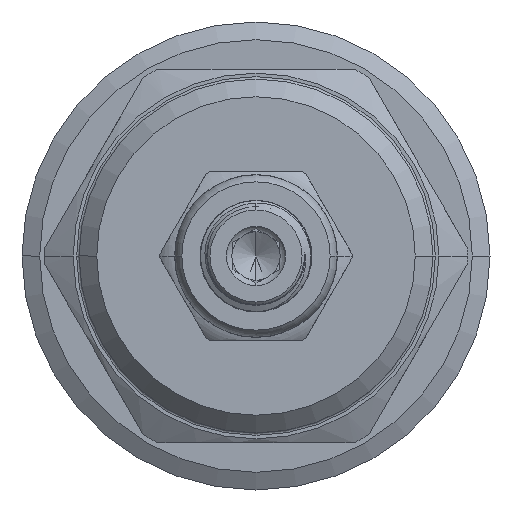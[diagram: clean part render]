
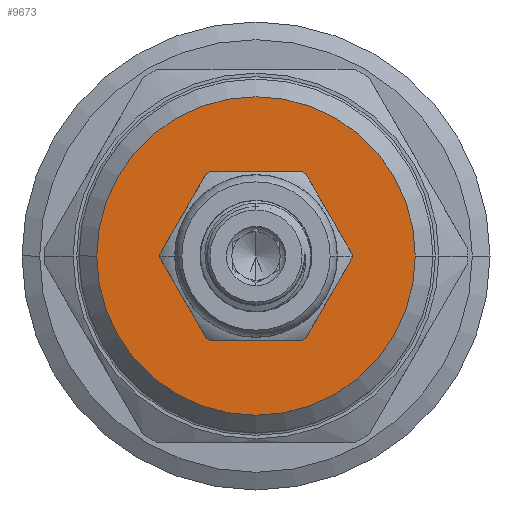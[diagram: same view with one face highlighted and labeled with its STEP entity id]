
A CAD part, left-side view. The second image highlights one B-rep face of the part: STEP entity #9673.
In plain terms, the highlighted planar face has unit normal (-1, 0, 0).
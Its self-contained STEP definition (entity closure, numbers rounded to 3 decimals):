
#263 = DIRECTION ( 'NONE',  ( 0., 0., -1. ) ) ;
#336 = FACE_OUTER_BOUND ( 'NONE', #7496, .T. ) ;
#518 = CARTESIAN_POINT ( 'NONE',  ( 0., -13.5, 0. ) ) ;
#1195 = DIRECTION ( 'NONE',  ( 0., 0., -1. ) ) ;
#1297 = AXIS2_PLACEMENT_3D ( 'NONE', #3639, #16058, #1195 ) ;
#2023 = AXIS2_PLACEMENT_3D ( 'NONE', #12682, #9073, #263 ) ;
#2814 = DIRECTION ( 'NONE',  ( 0., 1., 0. ) ) ;
#3380 = AXIS2_PLACEMENT_3D ( 'NONE', #13146, #9389, #13257 ) ;
#3639 = CARTESIAN_POINT ( 'NONE',  ( 0., 0., 0. ) ) ;
#3866 = VERTEX_POINT ( 'NONE', #5196 ) ;
#5021 = CIRCLE ( 'NONE', #11912, 13.5 ) ;
#5196 = CARTESIAN_POINT ( 'NONE',  ( 0., -6.875, 0. ) ) ;
#5206 = CARTESIAN_POINT ( 'NONE',  ( 0., 0., 0. ) ) ;
#5269 = CARTESIAN_POINT ( 'NONE',  ( 0., 0., 0. ) ) ;
#5325 = EDGE_LOOP ( 'NONE', ( #7859, #13779 ) ) ;
#6488 = CARTESIAN_POINT ( 'NONE',  ( 0., 13.5, 0. ) ) ;
#6529 = DIRECTION ( 'NONE',  ( -1., 0., 0. ) ) ;
#6933 = EDGE_CURVE ( 'NONE', #3866, #12865, #9884, .T. ) ;
#7496 = EDGE_LOOP ( 'NONE', ( #10384, #9520 ) ) ;
#7859 = ORIENTED_EDGE ( 'NONE', *, *, #6933, .F. ) ;
#7931 = EDGE_CURVE ( 'NONE', #12865, #3866, #13149, .T. ) ;
#9073 = DIRECTION ( 'NONE',  ( -1., 0., 0. ) ) ;
#9283 = EDGE_CURVE ( 'NONE', #12029, #13244, #5021, .T. ) ;
#9389 = DIRECTION ( 'NONE',  ( 1., 0., 0. ) ) ;
#9520 = ORIENTED_EDGE ( 'NONE', *, *, #9283, .T. ) ;
#9673 = ADVANCED_FACE ( 'NONE', ( #15847, #336 ), #10612, .F. ) ;
#9884 = CIRCLE ( 'NONE', #1297, 6.875 ) ;
#10384 = ORIENTED_EDGE ( 'NONE', *, *, #12476, .T. ) ;
#10612 = PLANE ( 'NONE',  #3380 ) ;
#10620 = CIRCLE ( 'NONE', #10724, 13.5 ) ;
#10724 = AXIS2_PLACEMENT_3D ( 'NONE', #5269, #6529, #2814 ) ;
#11252 = DIRECTION ( 'NONE',  ( 0., 1., 0. ) ) ;
#11912 = AXIS2_PLACEMENT_3D ( 'NONE', #5206, #15107, #11252 ) ;
#12029 = VERTEX_POINT ( 'NONE', #6488 ) ;
#12476 = EDGE_CURVE ( 'NONE', #13244, #12029, #10620, .T. ) ;
#12682 = CARTESIAN_POINT ( 'NONE',  ( 0., 0., 0. ) ) ;
#12865 = VERTEX_POINT ( 'NONE', #13212 ) ;
#13146 = CARTESIAN_POINT ( 'NONE',  ( 0., 0., 0. ) ) ;
#13149 = CIRCLE ( 'NONE', #2023, 6.875 ) ;
#13212 = CARTESIAN_POINT ( 'NONE',  ( 0., 6.875, 0. ) ) ;
#13244 = VERTEX_POINT ( 'NONE', #518 ) ;
#13257 = DIRECTION ( 'NONE',  ( 0., -1., 0. ) ) ;
#13779 = ORIENTED_EDGE ( 'NONE', *, *, #7931, .F. ) ;
#15107 = DIRECTION ( 'NONE',  ( -1., 0., 0. ) ) ;
#15847 = FACE_BOUND ( 'NONE', #5325, .T. ) ;
#16058 = DIRECTION ( 'NONE',  ( -1., 0., 0. ) ) ;
